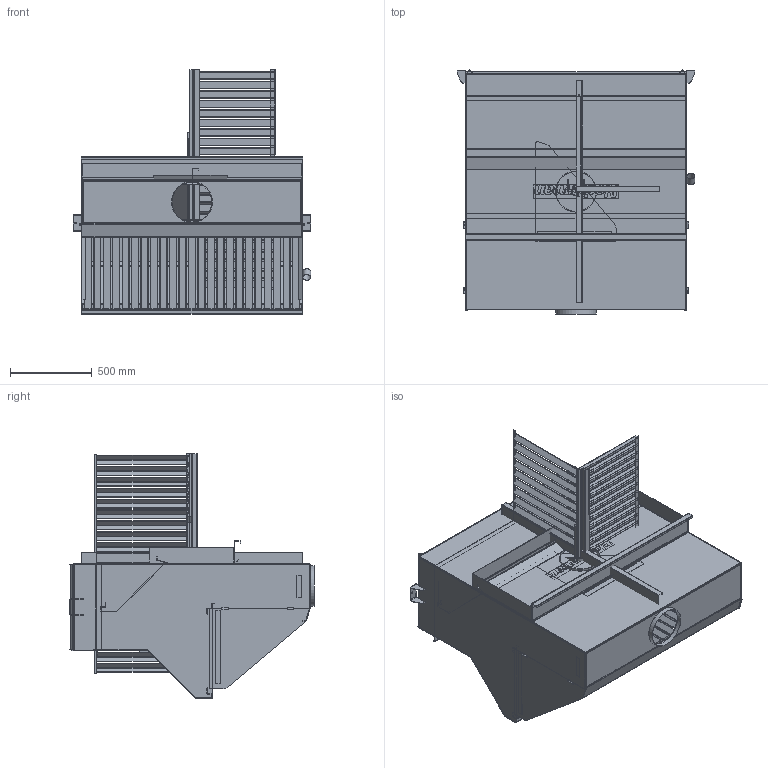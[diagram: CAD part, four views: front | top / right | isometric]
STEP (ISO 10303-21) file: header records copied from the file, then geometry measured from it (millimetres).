
FILE_DESCRIPTION( ( 'Unknown' ), '1' );
FILE_NAME( 'SR00063.stp', 'Unknown', ( 'Unknown' ), ( 'Unknown' ), 'PSStep 14.0', 'Unknown', ' ' );
FILE_SCHEMA( ( 'AUTOMOTIVE_DESIGN { 1 0 10303 214 1 1 1 1 }' ) );
Length unit declared in the file: millimetre
Products named in the file (53): 2160608-0; 2160440-0; 2160602-0; 2160605-0; 2160609-0; Assem1; 2160439-0; 2160603-0; 2160406-0; 2160596-0; 2160599-0; 2160597-0; 2160598-0; 2160409-0; 2160410-0; 2160441-0; 2160414-0; 2160413-0; 2160600-0; 2160601-0; 2160640-0; 2160434-0; 2160438-0; 2160604-0; 2160430-0; Fillet 1-oa0; 2160606-0; 2160607-0; 2151208-3; 2160442-0; 147703
Bounding box: 1455 x 1495.49 x 1499.5 mm (x, y, z)
Volume: 74199779.7 mm3; surface area: 59526078.1 mm2
Topology: 258 solids, 258 shells, 5708 faces, 14605 edges, 9580 vertices
Faces by surface type: plane 4829, cylinder 762, bspline 117
Full cylindrical faces by diameter (mm): 0.5 x140, 10 x8, 12 x5, 47 x3, 50 x3, 244 x3, 248 x3, 250 x3
Entity records: 65981 total; most frequent: CARTESIAN_POINT 10434, ORIENTED_EDGE 8902, DIRECTION 7965, EDGE_CURVE 4451, LINE 4125, VECTOR 4125, VERTEX_POINT 2943, AXIS2_PLACEMENT_3D 1920
